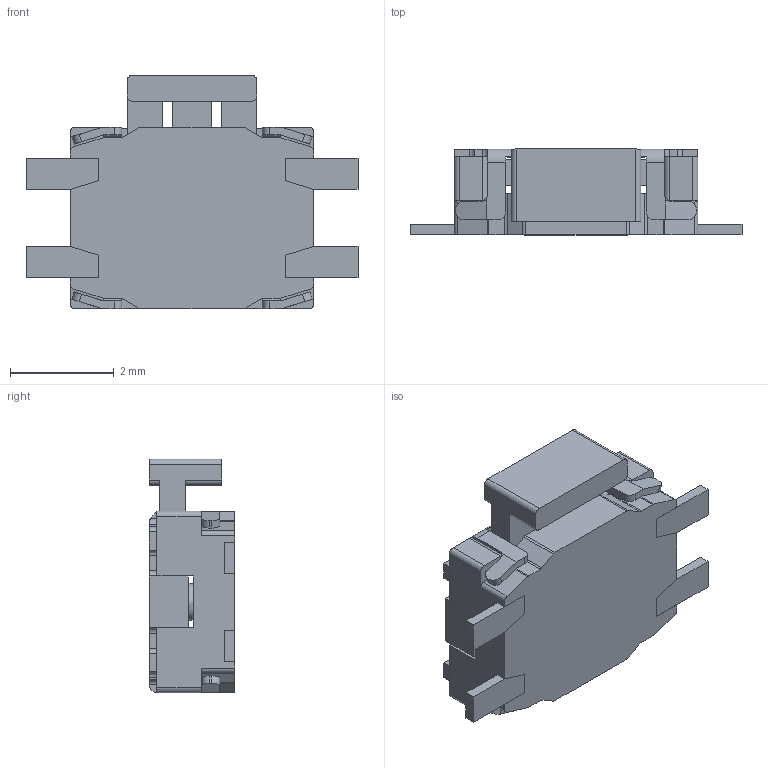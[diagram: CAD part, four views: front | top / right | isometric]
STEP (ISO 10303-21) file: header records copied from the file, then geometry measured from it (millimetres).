
FILE_DESCRIPTION (( 'STEP AP214' ), '1' );
FILE_NAME ('TL1014AF160QG.STEP', '2022-09-09T10:28:27', ( '' ), ( '' ), 'SwSTEP 2.0', 'SolidWorks 2017', '' );
FILE_SCHEMA (( 'AUTOMOTIVE_DESIGN' ));
Length unit declared in the file: millimetre
Products named in the file (2): TL1014AF160QG--3DModel-STEP-520916; TL1014AF160QG
Assembly tree (1 placements, depth 2):
  TL1014AF160QG
    TL1014AF160QG--3DModel-STEP-520916
Bounding box: 6.4 x 1.65 x 4.5 mm (x, y, z)
Volume: 23.7 mm3; surface area: 145.3 mm2
Topology: 3 solids, 3 shells, 279 faces, 798 edges, 522 vertices
Faces by surface type: plane 195, cylinder 83, bspline 1
Entity records: 9246 total; most frequent: CARTESIAN_POINT 1778, ORIENTED_EDGE 1592, DIRECTION 1505, EDGE_CURVE 796, VECTOR 615, LINE 615, VERTEX_POINT 522, AXIS2_PLACEMENT_3D 445
